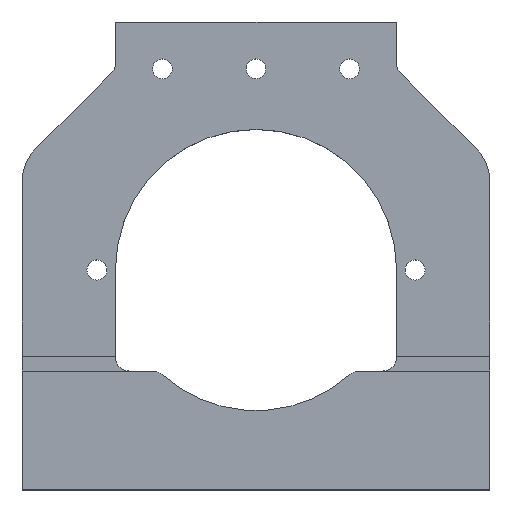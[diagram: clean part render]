
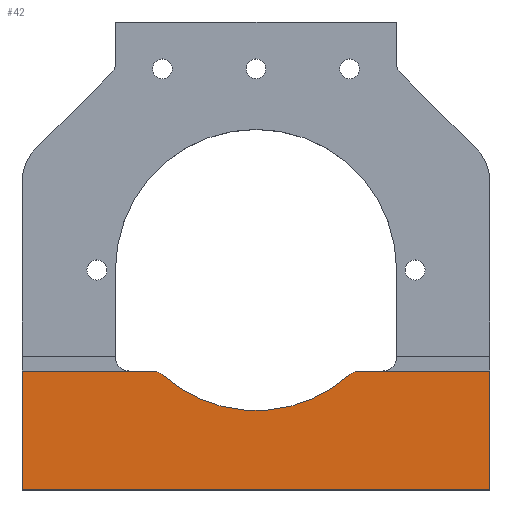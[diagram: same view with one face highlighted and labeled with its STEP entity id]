
A CAD part, top view. The second image highlights one B-rep face of the part: STEP entity #42.
In plain terms, the highlighted planar face has unit normal (0, 0, 1).
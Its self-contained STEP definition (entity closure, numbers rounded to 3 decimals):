
#42 = ADVANCED_FACE ( 'NONE', ( #344 ), #1082, .F. ) ;
#57 = ORIENTED_EDGE ( 'NONE', *, *, #1552, .F. ) ;
#70 = DIRECTION ( 'NONE',  ( 0., -1., 0. ) ) ;
#152 = LINE ( 'NONE', #1353, #1581 ) ;
#153 = AXIS2_PLACEMENT_3D ( 'NONE', #1411, #749, #877 ) ;
#172 = EDGE_CURVE ( 'NONE', #964, #559, #1362, .T. ) ;
#187 = EDGE_LOOP ( 'NONE', ( #1242, #1762, #1670, #1071, #57, #1456, #569, #312 ) ) ;
#228 = CARTESIAN_POINT ( 'NONE',  ( 20.068, -22.367, 7.5 ) ) ;
#312 = ORIENTED_EDGE ( 'NONE', *, *, #172, .T. ) ;
#330 = VECTOR ( 'NONE', #70, 1000. ) ;
#333 = CARTESIAN_POINT ( 'NONE',  ( 22.071, -24.6, 7.5 ) ) ;
#340 = CARTESIAN_POINT ( 'NONE',  ( 50., -21.6, 7.5 ) ) ;
#344 = FACE_OUTER_BOUND ( 'NONE', #187, .T. ) ;
#389 = CARTESIAN_POINT ( 'NONE',  ( 50., 23., 7.5 ) ) ;
#397 = VECTOR ( 'NONE', #501, 1000. ) ;
#410 = DIRECTION ( 'NONE',  ( 0., 0., -1. ) ) ;
#438 = DIRECTION ( 'NONE',  ( -1., 0., 0. ) ) ;
#475 = EDGE_CURVE ( 'NONE', #1339, #1183, #1245, .T. ) ;
#501 = DIRECTION ( 'NONE',  ( 0., 1., 0. ) ) ;
#511 = CARTESIAN_POINT ( 'NONE',  ( -50., -47., 7.5 ) ) ;
#526 = LINE ( 'NONE', #1619, #1344 ) ;
#532 = DIRECTION ( 'NONE',  ( 1., 0., 0. ) ) ;
#559 = VERTEX_POINT ( 'NONE', #340 ) ;
#569 = ORIENTED_EDGE ( 'NONE', *, *, #1211, .T. ) ;
#630 = DIRECTION ( 'NONE',  ( 1., 0., 0. ) ) ;
#673 = DIRECTION ( 'NONE',  ( -1., 0., 0. ) ) ;
#695 = CARTESIAN_POINT ( 'NONE',  ( 0., 0., 7.5 ) ) ;
#749 = DIRECTION ( 'NONE',  ( 0., 0., 1. ) ) ;
#809 = AXIS2_PLACEMENT_3D ( 'NONE', #1666, #1514, #438 ) ;
#877 = DIRECTION ( 'NONE',  ( 1., 0., 0. ) ) ;
#918 = CARTESIAN_POINT ( 'NONE',  ( -20.068, -22.367, 7.5 ) ) ;
#964 = VERTEX_POINT ( 'NONE', #1409 ) ;
#1004 = VERTEX_POINT ( 'NONE', #1031 ) ;
#1008 = CARTESIAN_POINT ( 'NONE',  ( 22.071, -21.6, 7.5 ) ) ;
#1010 = CARTESIAN_POINT ( 'NONE',  ( -50., -47., 7.5 ) ) ;
#1022 = DIRECTION ( 'NONE',  ( -1., 0., 0. ) ) ;
#1031 = CARTESIAN_POINT ( 'NONE',  ( -50., -21.6, 7.5 ) ) ;
#1040 = VERTEX_POINT ( 'NONE', #1008 ) ;
#1071 = ORIENTED_EDGE ( 'NONE', *, *, #1573, .T. ) ;
#1082 = PLANE ( 'NONE',  #1287 ) ;
#1148 = EDGE_CURVE ( 'NONE', #1004, #1406, #1322, .T. ) ;
#1183 = VERTEX_POINT ( 'NONE', #228 ) ;
#1211 = EDGE_CURVE ( 'NONE', #1406, #964, #1369, .T. ) ;
#1228 = CIRCLE ( 'NONE', #1306, 3. ) ;
#1242 = ORIENTED_EDGE ( 'NONE', *, *, #1450, .F. ) ;
#1245 = CIRCLE ( 'NONE', #153, 30.05 ) ;
#1287 = AXIS2_PLACEMENT_3D ( 'NONE', #695, #410, #673 ) ;
#1306 = AXIS2_PLACEMENT_3D ( 'NONE', #333, #1569, #1022 ) ;
#1322 = LINE ( 'NONE', #1010, #330 ) ;
#1339 = VERTEX_POINT ( 'NONE', #918 ) ;
#1344 = VECTOR ( 'NONE', #1741, 1000. ) ;
#1353 = CARTESIAN_POINT ( 'NONE',  ( -50., -21.6, 7.5 ) ) ;
#1362 = LINE ( 'NONE', #389, #397 ) ;
#1369 = LINE ( 'NONE', #1451, #1602 ) ;
#1406 = VERTEX_POINT ( 'NONE', #511 ) ;
#1409 = CARTESIAN_POINT ( 'NONE',  ( 50., -47., 7.5 ) ) ;
#1411 = CARTESIAN_POINT ( 'NONE',  ( 0., 0., 7.5 ) ) ;
#1450 = EDGE_CURVE ( 'NONE', #1040, #559, #526, .T. ) ;
#1451 = CARTESIAN_POINT ( 'NONE',  ( 50., -47., 7.5 ) ) ;
#1456 = ORIENTED_EDGE ( 'NONE', *, *, #1148, .T. ) ;
#1514 = DIRECTION ( 'NONE',  ( 0., 0., 1. ) ) ;
#1552 = EDGE_CURVE ( 'NONE', #1004, #1609, #152, .T. ) ;
#1569 = DIRECTION ( 'NONE',  ( 0., 0., 1. ) ) ;
#1573 = EDGE_CURVE ( 'NONE', #1339, #1609, #1624, .T. ) ;
#1581 = VECTOR ( 'NONE', #532, 1000. ) ;
#1602 = VECTOR ( 'NONE', #630, 1000. ) ;
#1609 = VERTEX_POINT ( 'NONE', #1672 ) ;
#1619 = CARTESIAN_POINT ( 'NONE',  ( -50., -21.6, 7.5 ) ) ;
#1624 = CIRCLE ( 'NONE', #809, 3. ) ;
#1666 = CARTESIAN_POINT ( 'NONE',  ( -22.071, -24.6, 7.5 ) ) ;
#1670 = ORIENTED_EDGE ( 'NONE', *, *, #475, .F. ) ;
#1672 = CARTESIAN_POINT ( 'NONE',  ( -22.071, -21.6, 7.5 ) ) ;
#1741 = DIRECTION ( 'NONE',  ( 1., 0., 0. ) ) ;
#1762 = ORIENTED_EDGE ( 'NONE', *, *, #1768, .T. ) ;
#1768 = EDGE_CURVE ( 'NONE', #1040, #1183, #1228, .T. ) ;
